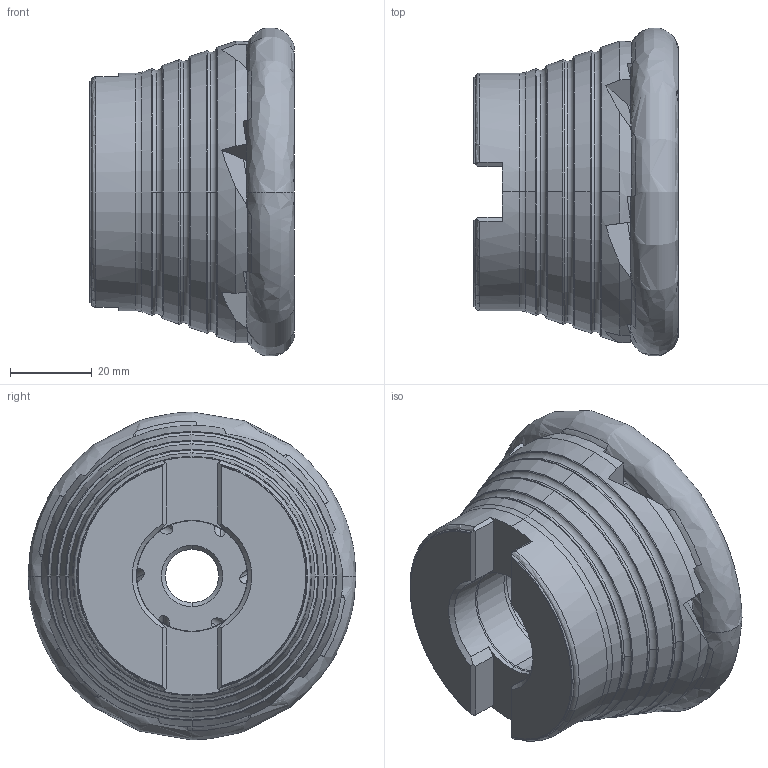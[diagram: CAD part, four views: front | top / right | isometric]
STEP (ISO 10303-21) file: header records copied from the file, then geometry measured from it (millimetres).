
FILE_DESCRIPTION (( 'STEP AP214' ), '1' );
FILE_NAME ('00RN_080_124_6.STEP', '2016-08-31T14:22:05', ( '' ), ( '' ), 'SwSTEP 2.0', 'SolidWorks 2016', '' );
FILE_SCHEMA (( 'AUTOMOTIVE_DESIGN' ));
Length unit declared in the file: millimetre
Products named in the file (1): 00RN_080_124_6
Bounding box: 49.98 x 79.97 x 79.97 mm (x, y, z)
Volume: 142722.8 mm3; surface area: 24842.3 mm2
Topology: 1 solids, 1 shells, 197 faces, 668 edges, 432 vertices
Faces by surface type: plane 77, cylinder 57, torus 37, cone 20, bspline 6
Entity records: 10010 total; most frequent: CARTESIAN_POINT 4543, ORIENTED_EDGE 1336, DIRECTION 957, EDGE_CURVE 668, VERTEX_POINT 432, AXIS2_PLACEMENT_3D 390, EDGE_LOOP 206, B_SPLINE_CURVE_WITH_KNOTS 206
